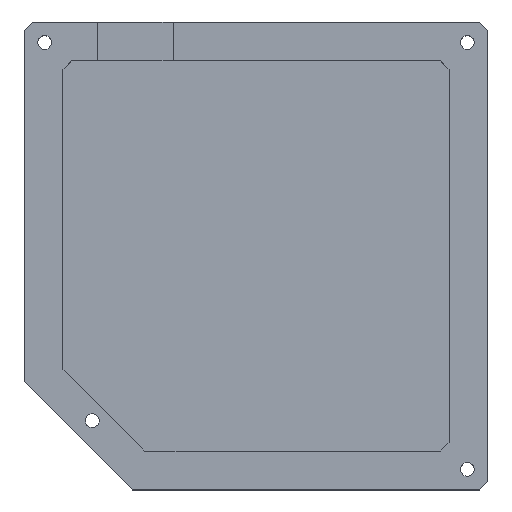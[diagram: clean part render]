
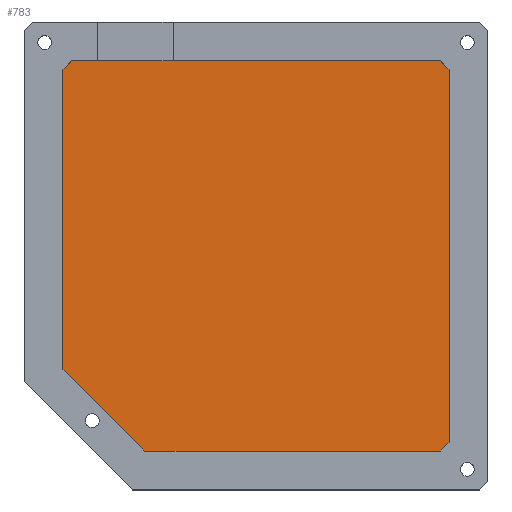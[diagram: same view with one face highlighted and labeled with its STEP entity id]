
A CAD part, top view. The second image highlights one B-rep face of the part: STEP entity #783.
In plain terms, the highlighted planar face has unit normal (0, 0, 1).
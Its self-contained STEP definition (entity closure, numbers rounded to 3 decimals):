
#73=FACE_OUTER_BOUND('',#123,.T.);
#123=EDGE_LOOP('',(#635,#636,#637,#638,#639,#640,#641,#642));
#217=LINE('',#1247,#309);
#219=LINE('',#1252,#311);
#220=LINE('',#1254,#312);
#221=LINE('',#1256,#313);
#222=LINE('',#1258,#314);
#223=LINE('',#1259,#315);
#224=LINE('',#1261,#316);
#225=LINE('',#1262,#317);
#309=VECTOR('',#1003,10.);
#311=VECTOR('',#1007,10.);
#312=VECTOR('',#1008,10.);
#313=VECTOR('',#1009,10.);
#314=VECTOR('',#1010,10.);
#315=VECTOR('',#1011,10.);
#316=VECTOR('',#1012,10.);
#317=VECTOR('',#1013,10.);
#391=VERTEX_POINT('',#1244);
#392=VERTEX_POINT('',#1246);
#393=VERTEX_POINT('',#1250);
#394=VERTEX_POINT('',#1251);
#395=VERTEX_POINT('',#1253);
#396=VERTEX_POINT('',#1255);
#397=VERTEX_POINT('',#1257);
#398=VERTEX_POINT('',#1260);
#481=EDGE_CURVE('',#391,#392,#217,.T.);
#483=EDGE_CURVE('',#393,#394,#219,.T.);
#484=EDGE_CURVE('',#395,#393,#220,.T.);
#485=EDGE_CURVE('',#396,#395,#221,.T.);
#486=EDGE_CURVE('',#397,#396,#222,.T.);
#487=EDGE_CURVE('',#392,#397,#223,.T.);
#488=EDGE_CURVE('',#398,#391,#224,.T.);
#489=EDGE_CURVE('',#394,#398,#225,.T.);
#635=ORIENTED_EDGE('',*,*,#483,.F.);
#636=ORIENTED_EDGE('',*,*,#484,.F.);
#637=ORIENTED_EDGE('',*,*,#485,.F.);
#638=ORIENTED_EDGE('',*,*,#486,.F.);
#639=ORIENTED_EDGE('',*,*,#487,.F.);
#640=ORIENTED_EDGE('',*,*,#481,.F.);
#641=ORIENTED_EDGE('',*,*,#488,.F.);
#642=ORIENTED_EDGE('',*,*,#489,.F.);
#749=PLANE('',#848);
#783=ADVANCED_FACE('',(#73),#749,.T.);
#848=AXIS2_PLACEMENT_3D('',#1249,#1005,#1006);
#1003=DIRECTION('',(1.,0.,0.));
#1005=DIRECTION('center_axis',(0.,0.,1.));
#1006=DIRECTION('ref_axis',(1.,0.,0.));
#1007=DIRECTION('',(-0.707,0.707,0.));
#1008=DIRECTION('',(-1.,0.,0.));
#1009=DIRECTION('',(-0.707,-0.707,0.));
#1010=DIRECTION('',(0.,-1.,0.));
#1011=DIRECTION('',(0.707,-0.707,0.));
#1012=DIRECTION('',(0.707,0.707,0.));
#1013=DIRECTION('',(0.,1.,0.));
#1244=CARTESIAN_POINT('',(-22.022,-1.991,1.));
#1246=CARTESIAN_POINT('',(68.228,-1.991,1.));
#1247=CARTESIAN_POINT('',(0.54,-1.991,1.));
#1249=CARTESIAN_POINT('Origin',(23.103,-49.616,1.));
#1250=CARTESIAN_POINT('',(-4.022,-97.241,1.));
#1251=CARTESIAN_POINT('',(-24.022,-77.241,1.));
#1252=CARTESIAN_POINT('',(-9.147,-92.116,1.));
#1253=CARTESIAN_POINT('',(68.228,-97.241,1.));
#1254=CARTESIAN_POINT('',(45.665,-97.241,1.));
#1255=CARTESIAN_POINT('',(70.228,-95.241,1.));
#1256=CARTESIAN_POINT('',(69.853,-95.616,1.));
#1257=CARTESIAN_POINT('',(70.228,-3.991,1.));
#1258=CARTESIAN_POINT('',(70.228,-26.804,1.));
#1259=CARTESIAN_POINT('',(68.853,-2.616,1.));
#1260=CARTESIAN_POINT('',(-24.022,-3.991,1.));
#1261=CARTESIAN_POINT('',(-23.647,-3.616,1.));
#1262=CARTESIAN_POINT('',(-24.022,-63.429,1.));
